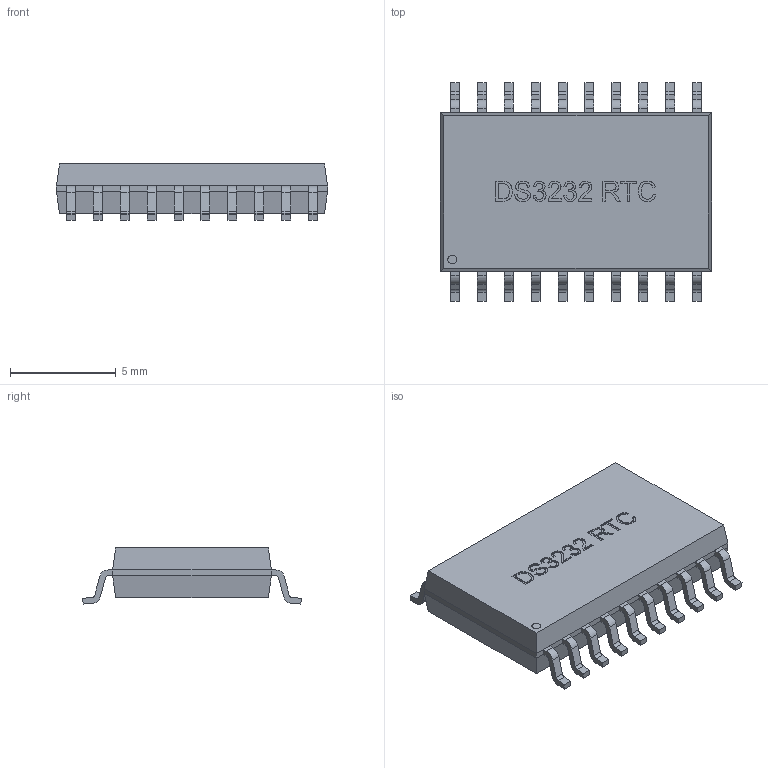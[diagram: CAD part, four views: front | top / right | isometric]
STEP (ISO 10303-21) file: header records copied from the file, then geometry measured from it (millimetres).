
FILE_DESCRIPTION(/* description */ (''),/* implementation_level */ '2;1');
FILE_NAME(/* name */ 'DS3232 RTC.step',/* time_stamp */ '2021-04-21T22:16:23+02:00',/* author */ (''),/* organization */ (''),/* preprocessor_version */ 'ST-DEVELOPER v18.1',/* originating_system */ 'Autodesk Translation Framework v10.6.0.1341',/* authorisation */ '');
FILE_SCHEMA (('AUTOMOTIVE_DESIGN { 1 0 10303 214 3 1 1 }'));
Length unit declared in the file: millimetre
Products named in the file (23): DS3232 RTC; DS3232 RTC Module; Komponente21; Komponente22; Komponente19; Komponente15; Komponente16; Komponente17; Komponente18; Komponente9; Komponente8; Komponente6; Komponente7; Komponente12; Komponente13; Komponente10; Komponente14; Komponente11; Komponente1; Komponente5; Komponente2; Komponente4; Komponente3
Assembly tree (22 placements, depth 3):
  DS3232 RTC
    DS3232 RTC Module
      Komponente21
      Komponente22
      Komponente19
      Komponente15
      Komponente16
      Komponente17
      Komponente18
      Komponente9
      Komponente8
      Komponente6
      Komponente7
      Komponente12
      Komponente13
      Komponente10
      Komponente14
      Komponente11
      Komponente1
      Komponente5
      Komponente2
      Komponente4
      Komponente3
Bounding box: 12.8 x 10.32 x 2.65 mm (x, y, z)
Volume: 224.7 mm3; surface area: 345.8 mm2
Topology: 22 solids, 22 shells, 528 faces, 1408 edges, 936 vertices
Faces by surface type: plane 271, bspline 175, cylinder 82
Full cylindrical faces by diameter (mm): 0.42 x2
Entity records: 18733 total; most frequent: CARTESIAN_POINT 5892, ORIENTED_EDGE 2816, DIRECTION 2018, EDGE_CURVE 1408, VERTEX_POINT 936, LINE 894, VECTOR 894, AXIS2_PLACEMENT_3D 562
